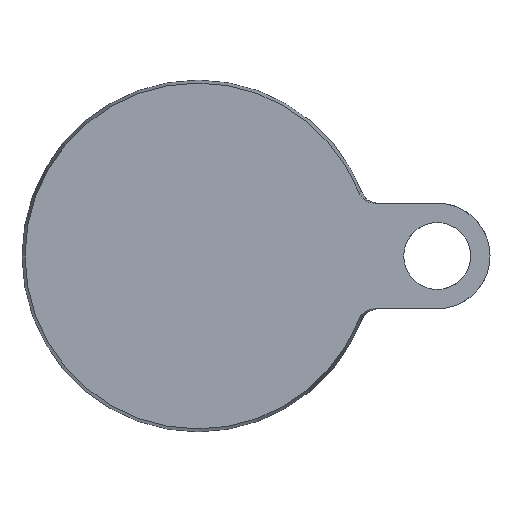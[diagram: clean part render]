
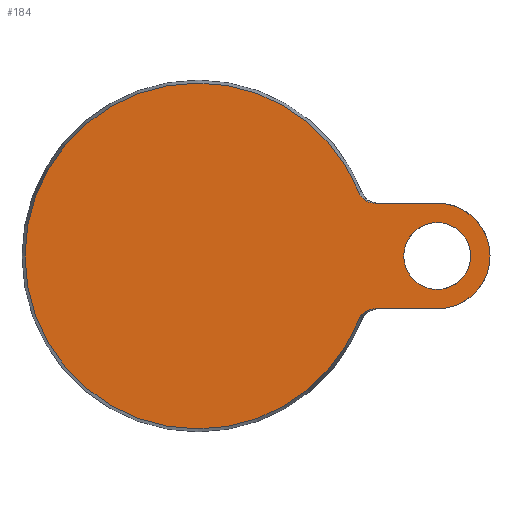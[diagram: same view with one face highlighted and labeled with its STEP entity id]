
A CAD part, front view. The second image highlights one B-rep face of the part: STEP entity #184.
In plain terms, the highlighted planar face has unit normal (0, -1, 0).
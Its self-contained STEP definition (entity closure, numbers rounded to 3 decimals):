
#5 = CARTESIAN_POINT ( 'NONE',  ( 47.122, 0., 16.157 ) ) ;
#13 = CARTESIAN_POINT ( 'NONE',  ( 0., 0., -49.143 ) ) ;
#32 = CARTESIAN_POINT ( 'NONE',  ( 49.862, 0., -15.019 ) ) ;
#39 = FACE_BOUND ( 'NONE', #459, .T. ) ;
#42 = EDGE_CURVE ( 'NONE', #363, #1145, #660, .T. ) ;
#43 = CARTESIAN_POINT ( 'NONE',  ( 0., 0., 0. ) ) ;
#44 = DIRECTION ( 'NONE',  ( 0., 1., 0. ) ) ;
#45 = DIRECTION ( 'NONE',  ( 0., 1., 0. ) ) ;
#54 = VECTOR ( 'NONE', #1108, 1000. ) ;
#112 = CARTESIAN_POINT ( 'NONE',  ( 49.366, 0., 15.074 ) ) ;
#125 = CARTESIAN_POINT ( 'NONE',  ( 49.116, 0., -15.149 ) ) ;
#134 = VERTEX_POINT ( 'NONE', #13 ) ;
#137 = FACE_OUTER_BOUND ( 'NONE', #734, .T. ) ;
#146 = EDGE_CURVE ( 'NONE', #177, #251, #917, .T. ) ;
#161 = DIRECTION ( 'NONE',  ( 0., 0., 1. ) ) ;
#168 = DIRECTION ( 'NONE',  ( 0., 0., -1. ) ) ;
#177 = VERTEX_POINT ( 'NONE', #347 ) ;
#184 = ADVANCED_FACE ( 'NONE', ( #137, #39 ), #368, .F. ) ;
#190 = CARTESIAN_POINT ( 'NONE',  ( 48.407, 0., 15.384 ) ) ;
#214 = VERTEX_POINT ( 'NONE', #1237 ) ;
#243 = AXIS2_PLACEMENT_3D ( 'NONE', #1230, #697, #703 ) ;
#251 = VERTEX_POINT ( 'NONE', #718 ) ;
#268 = DIRECTION ( 'NONE',  ( 0., -1., 0. ) ) ;
#270 = ORIENTED_EDGE ( 'NONE', *, *, #1138, .F. ) ;
#276 = AXIS2_PLACEMENT_3D ( 'NONE', #1332, #44, #161 ) ;
#286 = ORIENTED_EDGE ( 'NONE', *, *, #979, .F. ) ;
#296 = AXIS2_PLACEMENT_3D ( 'NONE', #479, #915, #168 ) ;
#340 = CARTESIAN_POINT ( 'NONE',  ( 47.952, 0., -15.6 ) ) ;
#347 = CARTESIAN_POINT ( 'NONE',  ( 45.66, 0., -18.169 ) ) ;
#355 = ORIENTED_EDGE ( 'NONE', *, *, #1233, .T. ) ;
#363 = VERTEX_POINT ( 'NONE', #1301 ) ;
#368 = PLANE ( 'NONE',  #276 ) ;
#397 = CARTESIAN_POINT ( 'NONE',  ( 47.955, 0., 15.598 ) ) ;
#401 = CARTESIAN_POINT ( 'NONE',  ( 68., 0., 0. ) ) ;
#414 = ORIENTED_EDGE ( 'NONE', *, *, #1314, .T. ) ;
#415 = CARTESIAN_POINT ( 'NONE',  ( 0., 0., 0. ) ) ;
#435 = CARTESIAN_POINT ( 'NONE',  ( 46.749, 0., -16.497 ) ) ;
#436 = DIRECTION ( 'NONE',  ( 0., 0., 1. ) ) ;
#440 = CARTESIAN_POINT ( 'NONE',  ( 15., 0., -15. ) ) ;
#459 = EDGE_LOOP ( 'NONE', ( #784, #414 ) ) ;
#477 = ORIENTED_EDGE ( 'NONE', *, *, #636, .T. ) ;
#479 = CARTESIAN_POINT ( 'NONE',  ( 68., 0., 0. ) ) ;
#485 = CARTESIAN_POINT ( 'NONE',  ( 68., 0., 9.5 ) ) ;
#498 = DIRECTION ( 'NONE',  ( 0., 0., -1. ) ) ;
#504 = CARTESIAN_POINT ( 'NONE',  ( 68., 0., -9.5 ) ) ;
#511 = CIRCLE ( 'NONE', #1307, 49.143 ) ;
#514 = EDGE_CURVE ( 'NONE', #1254, #1059, #532, .T. ) ;
#532 = CIRCLE ( 'NONE', #873, 9.5 ) ;
#535 = CARTESIAN_POINT ( 'NONE',  ( 47.738, 0., 15.721 ) ) ;
#546 = ORIENTED_EDGE ( 'NONE', *, *, #1181, .F. ) ;
#560 = CARTESIAN_POINT ( 'NONE',  ( 68., 0., 0. ) ) ;
#576 = CIRCLE ( 'NONE', #243, 49.143 ) ;
#584 = LINE ( 'NONE', #1115, #54 ) ;
#614 = CARTESIAN_POINT ( 'NONE',  ( 46.108, 0., 17.258 ) ) ;
#636 = EDGE_CURVE ( 'NONE', #134, #177, #576, .T. ) ;
#660 = B_SPLINE_CURVE_WITH_KNOTS ( 'NONE', 3,
 ( #746, #1047, #112, #1074, #190, #397, #535, #1371, #5, #1063, #725, #614, #840, #1161 ),
 .UNSPECIFIED., .F., .F.,
 ( 4, 2, 2, 2, 2, 2, 4 ),
 ( 0., 0.001, 0.002, 0.003, 0.004, 0.004, 0.006 ),
 .UNSPECIFIED. ) ;
#663 = CARTESIAN_POINT ( 'NONE',  ( 48.405, 0., -15.385 ) ) ;
#668 = CARTESIAN_POINT ( 'NONE',  ( 46.575, 0., -16.681 ) ) ;
#697 = DIRECTION ( 'NONE',  ( 0., -1., 0. ) ) ;
#699 = ORIENTED_EDGE ( 'NONE', *, *, #42, .T. ) ;
#703 = DIRECTION ( 'NONE',  ( 0., 0., -1. ) ) ;
#712 = ORIENTED_EDGE ( 'NONE', *, *, #146, .T. ) ;
#718 = CARTESIAN_POINT ( 'NONE',  ( 50.366, 0., -15. ) ) ;
#725 = CARTESIAN_POINT ( 'NONE',  ( 46.58, 0., 16.677 ) ) ;
#734 = EDGE_LOOP ( 'NONE', ( #270, #699, #957, #355, #477, #712, #286, #546 ) ) ;
#746 = CARTESIAN_POINT ( 'NONE',  ( 50.366, 0., 15. ) ) ;
#760 = CARTESIAN_POINT ( 'NONE',  ( 46.1, 0., -17.269 ) ) ;
#768 = CARTESIAN_POINT ( 'NONE',  ( 48.637, 0., -15.295 ) ) ;
#772 = CARTESIAN_POINT ( 'NONE',  ( 0., 0., 49.143 ) ) ;
#784 = ORIENTED_EDGE ( 'NONE', *, *, #514, .T. ) ;
#785 = VERTEX_POINT ( 'NONE', #1362 ) ;
#817 = DIRECTION ( 'NONE',  ( 0., 0., -1. ) ) ;
#840 = CARTESIAN_POINT ( 'NONE',  ( 45.848, 0., 17.699 ) ) ;
#863 = DIRECTION ( 'NONE',  ( -1., 0., 0. ) ) ;
#873 = AXIS2_PLACEMENT_3D ( 'NONE', #560, #45, #436 ) ;
#905 = CIRCLE ( 'NONE', #296, 15. ) ;
#915 = DIRECTION ( 'NONE',  ( 0., 1., 0. ) ) ;
#917 = B_SPLINE_CURVE_WITH_KNOTS ( 'NONE', 3,
 ( #1304, #1081, #760, #668, #435, #1198, #994, #1091, #340, #663, #768, #125, #1103, #32, #1206, #1096 ),
 .UNSPECIFIED., .F., .F.,
 ( 4, 2, 2, 2, 2, 2, 2, 4 ),
 ( 0., 0.001, 0.002, 0.003, 0.004, 0.004, 0.005, 0.006 ),
 .UNSPECIFIED. ) ;
#918 = VERTEX_POINT ( 'NONE', #772 ) ;
#957 = ORIENTED_EDGE ( 'NONE', *, *, #1087, .T. ) ;
#974 = LINE ( 'NONE', #440, #1168 ) ;
#977 = AXIS2_PLACEMENT_3D ( 'NONE', #415, #1380, #498 ) ;
#979 = EDGE_CURVE ( 'NONE', #214, #251, #974, .T. ) ;
#994 = CARTESIAN_POINT ( 'NONE',  ( 47.314, 0., -16.005 ) ) ;
#1047 = CARTESIAN_POINT ( 'NONE',  ( 49.86, 0., 15. ) ) ;
#1059 = VERTEX_POINT ( 'NONE', #485 ) ;
#1063 = CARTESIAN_POINT ( 'NONE',  ( 46.751, 0., 16.495 ) ) ;
#1074 = CARTESIAN_POINT ( 'NONE',  ( 48.644, 0., 15.292 ) ) ;
#1081 = CARTESIAN_POINT ( 'NONE',  ( 45.848, 0., -17.699 ) ) ;
#1087 = EDGE_CURVE ( 'NONE', #1145, #918, #511, .T. ) ;
#1091 = CARTESIAN_POINT ( 'NONE',  ( 47.73, 0., -15.726 ) ) ;
#1096 = CARTESIAN_POINT ( 'NONE',  ( 50.366, 0., -15. ) ) ;
#1103 = CARTESIAN_POINT ( 'NONE',  ( 49.363, 0., -15.093 ) ) ;
#1106 = CIRCLE ( 'NONE', #1248, 9.5 ) ;
#1108 = DIRECTION ( 'NONE',  ( 1., 0., 0. ) ) ;
#1115 = CARTESIAN_POINT ( 'NONE',  ( 15., 0., 15. ) ) ;
#1138 = EDGE_CURVE ( 'NONE', #363, #785, #584, .T. ) ;
#1145 = VERTEX_POINT ( 'NONE', #1356 ) ;
#1150 = CIRCLE ( 'NONE', #977, 49.143 ) ;
#1161 = CARTESIAN_POINT ( 'NONE',  ( 45.66, 0., 18.169 ) ) ;
#1168 = VECTOR ( 'NONE', #863, 1000. ) ;
#1181 = EDGE_CURVE ( 'NONE', #785, #214, #905, .T. ) ;
#1198 = CARTESIAN_POINT ( 'NONE',  ( 47.118, 0., -16.16 ) ) ;
#1206 = CARTESIAN_POINT ( 'NONE',  ( 50.113, 0., -15. ) ) ;
#1230 = CARTESIAN_POINT ( 'NONE',  ( 0., 0., 0. ) ) ;
#1233 = EDGE_CURVE ( 'NONE', #918, #134, #1150, .T. ) ;
#1237 = CARTESIAN_POINT ( 'NONE',  ( 68., 0., -15. ) ) ;
#1248 = AXIS2_PLACEMENT_3D ( 'NONE', #401, #1367, #1270 ) ;
#1254 = VERTEX_POINT ( 'NONE', #504 ) ;
#1270 = DIRECTION ( 'NONE',  ( 0., 0., 1. ) ) ;
#1301 = CARTESIAN_POINT ( 'NONE',  ( 50.366, 0., 15. ) ) ;
#1304 = CARTESIAN_POINT ( 'NONE',  ( 45.66, 0., -18.169 ) ) ;
#1307 = AXIS2_PLACEMENT_3D ( 'NONE', #43, #268, #817 ) ;
#1314 = EDGE_CURVE ( 'NONE', #1059, #1254, #1106, .T. ) ;
#1332 = CARTESIAN_POINT ( 'NONE',  ( -49.143, 0., 0. ) ) ;
#1356 = CARTESIAN_POINT ( 'NONE',  ( 45.66, 0., 18.169 ) ) ;
#1362 = CARTESIAN_POINT ( 'NONE',  ( 68., 0., 15. ) ) ;
#1367 = DIRECTION ( 'NONE',  ( 0., 1., 0. ) ) ;
#1371 = CARTESIAN_POINT ( 'NONE',  ( 47.322, 0., 16. ) ) ;
#1380 = DIRECTION ( 'NONE',  ( 0., -1., 0. ) ) ;
